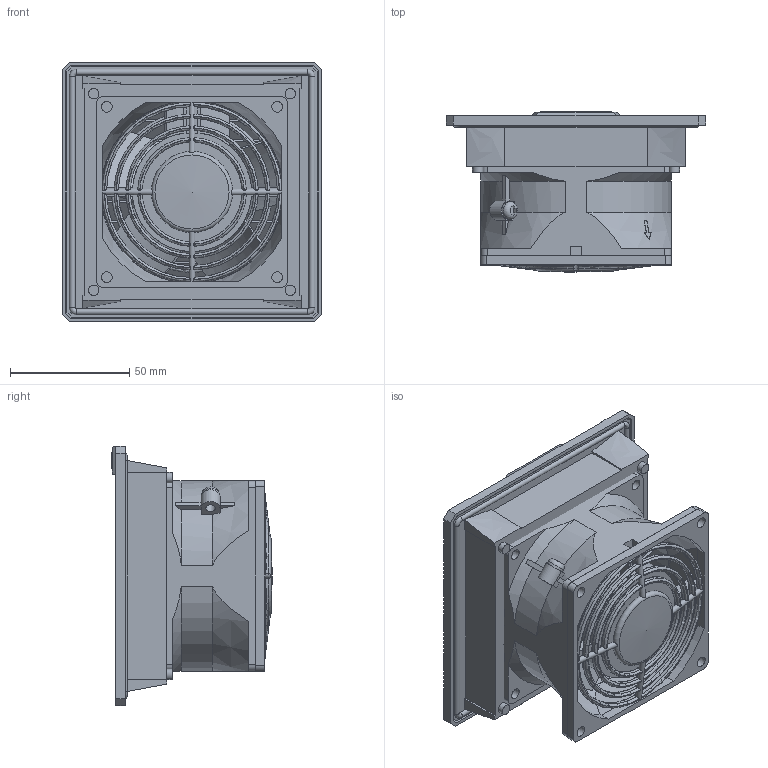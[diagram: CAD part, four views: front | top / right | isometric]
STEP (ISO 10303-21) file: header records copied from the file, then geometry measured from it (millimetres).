
FILE_DESCRIPTION (( 'STEP AP214' ), '1' );
FILE_NAME ('30162-970_PF 11000_AC_PDG.STEP', '2020-03-25T15:10:26', ( '' ), ( '' ), 'SwSTEP 2.0', 'SolidWorks 2018', '' );
FILE_SCHEMA (( 'AUTOMOTIVE_DESIGN' ));
Length unit declared in the file: millimetre
Products named in the file (6): 30162-970_PF 11000_AC_PDG; housing PF1x; safty guard PF 1x; fan Serie 8000 N_010051710  8550 N; Logo Clip PFANNENBERG; cover PF1x
Assembly tree (5 placements, depth 2):
  30162-970_PF 11000_AC_PDG
    housing PF1x
    cover PF1x
    Logo Clip PFANNENBERG
    fan Serie 8000 N_010051710  8550 N
    safty guard PF 1x
Bounding box: 109 x 67.4 x 109 mm (x, y, z)
Volume: 154821.8 mm3; surface area: 121765.6 mm2
Topology: 6 solids, 6 shells, 1385 faces, 3884 edges, 2495 vertices
Faces by surface type: plane 697, cylinder 366, bspline 239, torus 62, cone 21
Full cylindrical faces by diameter (mm): 1.5 x20, 2 x2, 2.5 x4, 4 x1, 4.427 x4, 4.5 x12, 7.5 x1, 50 x1, 77 x1
Entity records: 57832 total; most frequent: CARTESIAN_POINT 24844, ORIENTED_EDGE 7504, DIRECTION 5500, EDGE_CURVE 3752, VERTEX_POINT 2454, LINE 1942, VECTOR 1942, AXIS2_PLACEMENT_3D 1779
